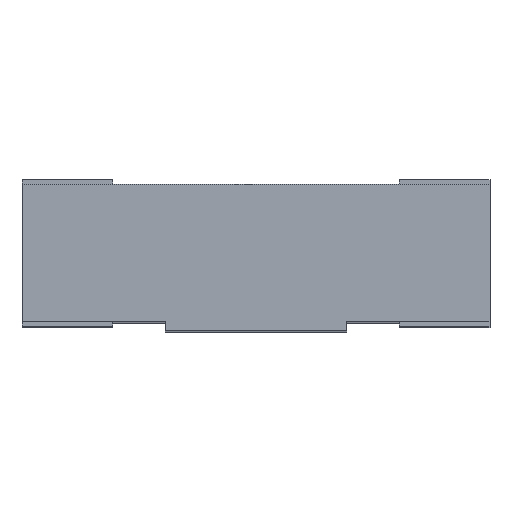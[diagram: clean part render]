
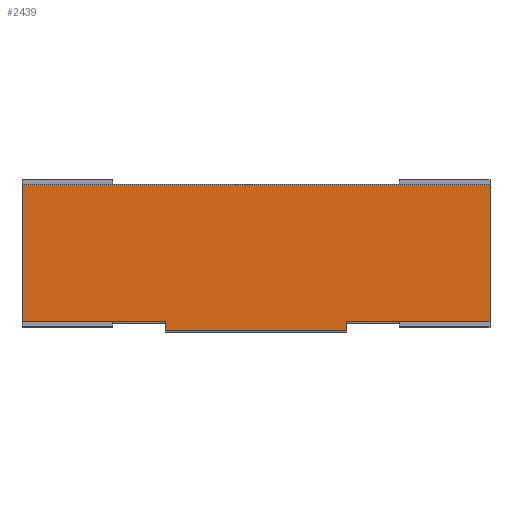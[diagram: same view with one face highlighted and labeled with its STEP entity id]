
A CAD part, top view. The second image highlights one B-rep face of the part: STEP entity #2439.
In plain terms, the highlighted planar face has unit normal (0, 0, 1).
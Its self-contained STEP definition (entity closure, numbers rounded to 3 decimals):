
#31 = DIRECTION ( 'NONE',  ( 0., 1., 0. ) ) ;
#38 = ORIENTED_EDGE ( 'NONE', *, *, #2140, .F. ) ;
#125 = EDGE_CURVE ( 'NONE', #3288, #735, #2127, .T. ) ;
#141 = CARTESIAN_POINT ( 'NONE',  ( 0.3, -0.258, 3.2 ) ) ;
#330 = CARTESIAN_POINT ( 'NONE',  ( -0.3, -0.228, 3.2 ) ) ;
#335 = VECTOR ( 'NONE', #31, 1000. ) ;
#393 = LINE ( 'NONE', #854, #3267 ) ;
#417 = DIRECTION ( 'NONE',  ( 0., 0., 1. ) ) ;
#498 = VECTOR ( 'NONE', #2028, 1000. ) ;
#555 = DIRECTION ( 'NONE',  ( 0., -1., 0. ) ) ;
#556 = CARTESIAN_POINT ( 'NONE',  ( 0.3, -0.228, 3.2 ) ) ;
#600 = VECTOR ( 'NONE', #3726, 1000. ) ;
#661 = CARTESIAN_POINT ( 'NONE',  ( -0.775, 0.228, 3.2 ) ) ;
#735 = VERTEX_POINT ( 'NONE', #907 ) ;
#741 = CARTESIAN_POINT ( 'NONE',  ( -0.3, -0.228, 3.2 ) ) ;
#773 = VERTEX_POINT ( 'NONE', #2783 ) ;
#783 = VERTEX_POINT ( 'NONE', #982 ) ;
#793 = ORIENTED_EDGE ( 'NONE', *, *, #1840, .T. ) ;
#854 = CARTESIAN_POINT ( 'NONE',  ( 0.3, -0.228, 3.2 ) ) ;
#907 = CARTESIAN_POINT ( 'NONE',  ( -0.775, -0.228, 3.2 ) ) ;
#965 = ORIENTED_EDGE ( 'NONE', *, *, #1715, .T. ) ;
#982 = CARTESIAN_POINT ( 'NONE',  ( -0.3, -0.258, 3.2 ) ) ;
#1016 = VERTEX_POINT ( 'NONE', #141 ) ;
#1058 = ORIENTED_EDGE ( 'NONE', *, *, #1145, .T. ) ;
#1106 = EDGE_CURVE ( 'NONE', #1016, #783, #3080, .T. ) ;
#1117 = DIRECTION ( 'NONE',  ( -1., 0., 0. ) ) ;
#1145 = EDGE_CURVE ( 'NONE', #2757, #783, #3455, .T. ) ;
#1152 = CARTESIAN_POINT ( 'NONE',  ( -0.775, 0.228, 3.2 ) ) ;
#1219 = CARTESIAN_POINT ( 'NONE',  ( 0.775, 0.228, 3.2 ) ) ;
#1298 = LINE ( 'NONE', #556, #498 ) ;
#1317 = CARTESIAN_POINT ( 'NONE',  ( 0., 0., 3.2 ) ) ;
#1337 = EDGE_LOOP ( 'NONE', ( #3039, #793, #3477, #3383, #1058, #3709, #38, #965 ) ) ;
#1351 = DIRECTION ( 'NONE',  ( 0., -1., 0. ) ) ;
#1601 = DIRECTION ( 'NONE',  ( 1., 0., 0. ) ) ;
#1645 = VERTEX_POINT ( 'NONE', #3173 ) ;
#1650 = VECTOR ( 'NONE', #2748, 1000. ) ;
#1715 = EDGE_CURVE ( 'NONE', #1645, #773, #1298, .T. ) ;
#1748 = VECTOR ( 'NONE', #1351, 1000. ) ;
#1749 = DIRECTION ( 'NONE',  ( 1., 0., 0. ) ) ;
#1823 = EDGE_CURVE ( 'NONE', #773, #2320, #2811, .T. ) ;
#1840 = EDGE_CURVE ( 'NONE', #2320, #3288, #2520, .T. ) ;
#2028 = DIRECTION ( 'NONE',  ( 1., 0., 0. ) ) ;
#2103 = CARTESIAN_POINT ( 'NONE',  ( 0.775, 0.228, 3.2 ) ) ;
#2127 = LINE ( 'NONE', #661, #1650 ) ;
#2140 = EDGE_CURVE ( 'NONE', #1645, #1016, #393, .T. ) ;
#2178 = EDGE_CURVE ( 'NONE', #735, #2757, #3086, .T. ) ;
#2320 = VERTEX_POINT ( 'NONE', #1219 ) ;
#2348 = CARTESIAN_POINT ( 'NONE',  ( -0.775, -0.228, 3.2 ) ) ;
#2439 = ADVANCED_FACE ( 'NONE', ( #3319 ), #3081, .T. ) ;
#2473 = VECTOR ( 'NONE', #1117, 1000. ) ;
#2520 = LINE ( 'NONE', #2103, #2473 ) ;
#2748 = DIRECTION ( 'NONE',  ( 0., -1., 0. ) ) ;
#2757 = VERTEX_POINT ( 'NONE', #330 ) ;
#2783 = CARTESIAN_POINT ( 'NONE',  ( 0.775, -0.228, 3.2 ) ) ;
#2811 = LINE ( 'NONE', #3785, #335 ) ;
#2813 = VECTOR ( 'NONE', #1749, 1000. ) ;
#3039 = ORIENTED_EDGE ( 'NONE', *, *, #1823, .T. ) ;
#3080 = LINE ( 'NONE', #3453, #600 ) ;
#3081 = PLANE ( 'NONE',  #3333 ) ;
#3086 = LINE ( 'NONE', #2348, #2813 ) ;
#3173 = CARTESIAN_POINT ( 'NONE',  ( 0.3, -0.228, 3.2 ) ) ;
#3267 = VECTOR ( 'NONE', #555, 1000. ) ;
#3288 = VERTEX_POINT ( 'NONE', #1152 ) ;
#3319 = FACE_OUTER_BOUND ( 'NONE', #1337, .T. ) ;
#3333 = AXIS2_PLACEMENT_3D ( 'NONE', #1317, #417, #1601 ) ;
#3383 = ORIENTED_EDGE ( 'NONE', *, *, #2178, .T. ) ;
#3453 = CARTESIAN_POINT ( 'NONE',  ( 0.3, -0.258, 3.2 ) ) ;
#3455 = LINE ( 'NONE', #741, #1748 ) ;
#3477 = ORIENTED_EDGE ( 'NONE', *, *, #125, .T. ) ;
#3709 = ORIENTED_EDGE ( 'NONE', *, *, #1106, .F. ) ;
#3726 = DIRECTION ( 'NONE',  ( -1., 0., 0. ) ) ;
#3785 = CARTESIAN_POINT ( 'NONE',  ( 0.775, -0.228, 3.2 ) ) ;
